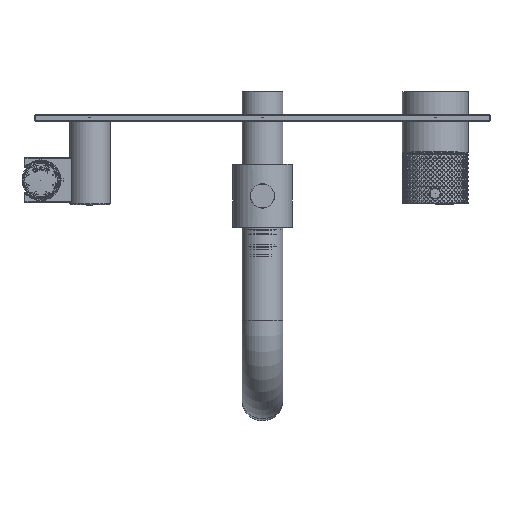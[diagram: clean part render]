
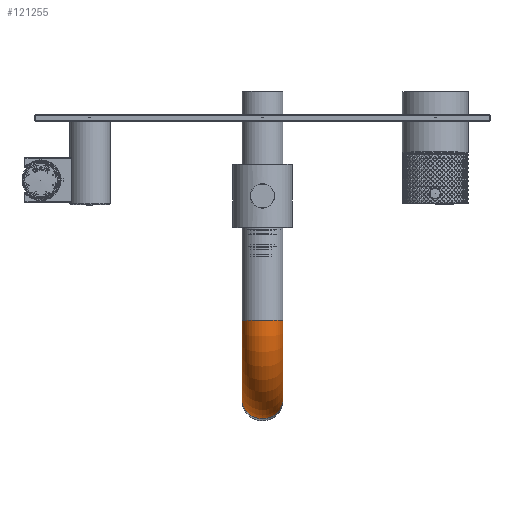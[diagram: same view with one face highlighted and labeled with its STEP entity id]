
A CAD part, front view. The second image highlights one B-rep face of the part: STEP entity #121255.
In plain terms, the highlighted toroidal (fillet/blend) face has major radius 50 mm and minor radius 13 mm.
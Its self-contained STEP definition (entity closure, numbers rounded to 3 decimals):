
#17454=TOROIDAL_SURFACE('',#123827,50.,13.);
#40237=ORIENTED_EDGE('',*,*,#55793,.F.);
#40238=ORIENTED_EDGE('',*,*,#55794,.T.);
#55793=EDGE_CURVE('',#64285,#64285,#66047,.T.);
#55794=EDGE_CURVE('',#64286,#64286,#66048,.T.);
#64285=VERTEX_POINT('',#301274);
#64286=VERTEX_POINT('',#301277);
#66047=CIRCLE('',#123826,13.);
#66048=CIRCLE('',#123828,13.);
#71907=EDGE_LOOP('',(#40237));
#71908=EDGE_LOOP('',(#40238));
#78507=FACE_BOUND('',#71907,.T.);
#78508=FACE_BOUND('',#71908,.T.);
#121255=ADVANCED_FACE('',(#78507,#78508),#17454,.T.);
#123826=AXIS2_PLACEMENT_3D('',#301273,#128700,#128701);
#123827=AXIS2_PLACEMENT_3D('',#301275,#128702,#128703);
#123828=AXIS2_PLACEMENT_3D('',#301276,#128704,#128705);
#128700=DIRECTION('',(0.087,-0.996,0.));
#128701=DIRECTION('',(0.,0.,-1.));
#128702=DIRECTION('',(0.,0.,-1.));
#128703=DIRECTION('',(-1.,0.,0.));
#128704=DIRECTION('',(1.,0.,0.));
#128705=DIRECTION('',(0.,0.,-1.));
#301273=CARTESIAN_POINT('',(109.81,-45.642,0.));
#301274=CARTESIAN_POINT('',(109.81,-45.642,-13.));
#301275=CARTESIAN_POINT('',(60.,-50.,0.));
#301276=CARTESIAN_POINT('',(60.,0.,0.));
#301277=CARTESIAN_POINT('',(60.,0.,-13.));
